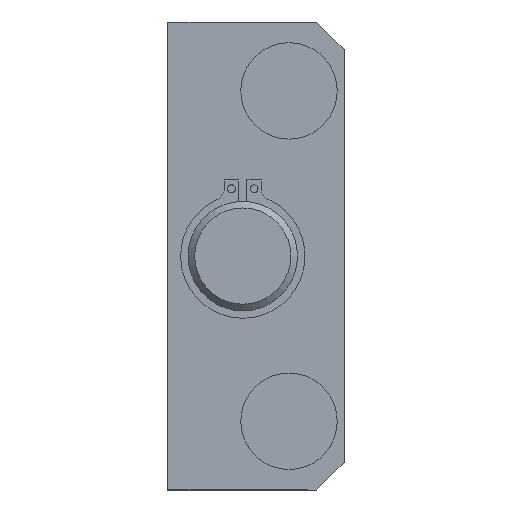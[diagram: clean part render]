
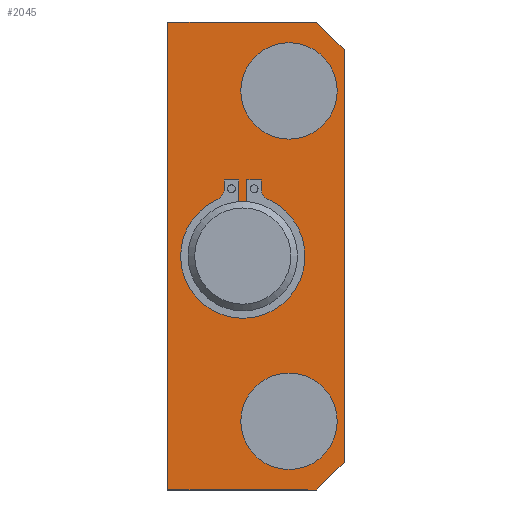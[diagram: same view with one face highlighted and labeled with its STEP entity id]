
A CAD part, left-side view. The second image highlights one B-rep face of the part: STEP entity #2045.
In plain terms, the highlighted planar face has unit normal (-1, 0, 0).
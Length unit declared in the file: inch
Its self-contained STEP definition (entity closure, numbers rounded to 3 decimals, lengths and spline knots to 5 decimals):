
#180=CARTESIAN_POINT('',(-1.5605,0.531,0.21));
#181=VERTEX_POINT('',#180);
#182=CARTESIAN_POINT('',(-1.5605,0.75,0.21));
#183=DIRECTION('',(-1.0,0.0,0.0));
#184=DIRECTION('',(0.0,1.0,0.0));
#185=AXIS2_PLACEMENT_3D('',#182,#183,#184);
#186=CIRCLE('',#185,0.219);
#187=EDGE_CURVE('',#181,#181,#186,.T.);
#264=CARTESIAN_POINT('',(-1.5605,-0.969,0.21));
#265=VERTEX_POINT('',#264);
#266=CARTESIAN_POINT('',(-1.5605,-0.75,0.21));
#267=DIRECTION('',(-1.0,0.0,0.0));
#268=DIRECTION('',(0.0,1.0,0.0));
#269=AXIS2_PLACEMENT_3D('',#266,#267,#268);
#270=CIRCLE('',#269,0.219);
#271=EDGE_CURVE('',#265,#265,#270,.T.);
#610=CARTESIAN_POINT('',(-1.5605,0.2493,0.01866));
#611=VERTEX_POINT('',#610);
#612=CARTESIAN_POINT('',(-1.5605,0.2493,-0.01866));
#613=VERTEX_POINT('',#612);
#621=CARTESIAN_POINT('',(-1.5605,0.,0.));
#622=DIRECTION('',(1.0,0.0,0.0));
#623=DIRECTION('',(0.0,1.0,0.0));
#624=AXIS2_PLACEMENT_3D('',#621,#622,#623);
#625=CIRCLE('',#624,0.25);
#626=EDGE_CURVE('',#613,#611,#625,.T.);
#1908=CARTESIAN_POINT('',(-1.5605,0.0005,0.06));
#1909=DIRECTION('',(1.0,0.0,0.0));
#1910=DIRECTION('',(0.0,0.0,-1.0));
#1911=AXIS2_PLACEMENT_3D('',#1908,#1909,#1910);
#1912=PLANE('',#1911);
#1913=CARTESIAN_POINT('',(-1.5605,1.063,0.335));
#1914=VERTEX_POINT('',#1913);
#1915=CARTESIAN_POINT('',(-1.5605,0.938,0.46));
#1916=VERTEX_POINT('',#1915);
#1917=CARTESIAN_POINT('',(-1.5605,1.063,0.335));
#1918=DIRECTION('',(0.0,-0.707,0.707));
#1919=VECTOR('',#1918,0.17678);
#1920=LINE('',#1917,#1919);
#1921=EDGE_CURVE('',#1914,#1916,#1920,.T.);
#1922=ORIENTED_EDGE('',*,*,#1921,.F.);
#1923=CARTESIAN_POINT('',(-1.5605,1.063,-0.34));
#1924=VERTEX_POINT('',#1923);
#1925=CARTESIAN_POINT('',(-1.5605,1.063,-0.34));
#1926=DIRECTION('',(0.0,0.0,1.0));
#1927=VECTOR('',#1926,0.675);
#1928=LINE('',#1925,#1927);
#1929=EDGE_CURVE('',#1924,#1914,#1928,.T.);
#1930=ORIENTED_EDGE('',*,*,#1929,.F.);
#1931=CARTESIAN_POINT('',(-1.5605,-1.062,-0.34));
#1932=VERTEX_POINT('',#1931);
#1933=CARTESIAN_POINT('',(-1.5605,-1.062,-0.34));
#1934=DIRECTION('',(0.0,1.0,0.0));
#1935=VECTOR('',#1934,2.125);
#1936=LINE('',#1933,#1935);
#1937=EDGE_CURVE('',#1932,#1924,#1936,.T.);
#1938=ORIENTED_EDGE('',*,*,#1937,.F.);
#1939=CARTESIAN_POINT('',(-1.5605,-1.062,0.335));
#1940=VERTEX_POINT('',#1939);
#1941=CARTESIAN_POINT('',(-1.5605,-1.062,0.335));
#1942=DIRECTION('',(0.0,0.0,-1.0));
#1943=VECTOR('',#1942,0.675);
#1944=LINE('',#1941,#1943);
#1945=EDGE_CURVE('',#1940,#1932,#1944,.T.);
#1946=ORIENTED_EDGE('',*,*,#1945,.F.);
#1947=CARTESIAN_POINT('',(-1.5605,-0.937,0.46));
#1948=VERTEX_POINT('',#1947);
#1949=CARTESIAN_POINT('',(-1.5605,-0.937,0.46));
#1950=DIRECTION('',(0.0,-0.707,-0.707));
#1951=VECTOR('',#1950,0.17678);
#1952=LINE('',#1949,#1951);
#1953=EDGE_CURVE('',#1948,#1940,#1952,.T.);
#1954=ORIENTED_EDGE('',*,*,#1953,.F.);
#1955=CARTESIAN_POINT('',(-1.5605,0.938,0.46));
#1956=DIRECTION('',(0.0,-1.0,0.0));
#1957=VECTOR('',#1956,1.875);
#1958=LINE('',#1955,#1957);
#1959=EDGE_CURVE('',#1916,#1948,#1958,.T.);
#1960=ORIENTED_EDGE('',*,*,#1959,.F.);
#1961=EDGE_LOOP('',(#1922,#1930,#1938,#1946,#1954,#1960));
#1962=FACE_OUTER_BOUND('',#1961,.T.);
#1963=CARTESIAN_POINT('',(-1.5605,0.34567,0.01866));
#1964=VERTEX_POINT('',#1963);
#1965=CARTESIAN_POINT('',(-1.5605,0.34567,0.01866));
#1966=DIRECTION('',(0.0,-1.0,0.0));
#1967=VECTOR('',#1966,0.09637);
#1968=LINE('',#1965,#1967);
#1969=EDGE_CURVE('',#1964,#611,#1968,.T.);
#1970=ORIENTED_EDGE('',*,*,#1969,.F.);
#1971=CARTESIAN_POINT('',(-1.5605,0.34567,0.08451));
#1972=VERTEX_POINT('',#1971);
#1973=CARTESIAN_POINT('',(-1.5605,0.34567,0.08451));
#1974=DIRECTION('',(0.0,0.0,-1.0));
#1975=VECTOR('',#1974,0.06585);
#1976=LINE('',#1973,#1975);
#1977=EDGE_CURVE('',#1972,#1964,#1976,.T.);
#1978=ORIENTED_EDGE('',*,*,#1977,.F.);
#1979=CARTESIAN_POINT('',(-1.5605,0.30386,0.08451));
#1980=VERTEX_POINT('',#1979);
#1981=CARTESIAN_POINT('',(-1.5605,0.30386,0.08451));
#1982=DIRECTION('',(0.0,1.0,0.0));
#1983=VECTOR('',#1982,0.04181);
#1984=LINE('',#1981,#1983);
#1985=EDGE_CURVE('',#1980,#1972,#1984,.T.);
#1986=ORIENTED_EDGE('',*,*,#1985,.F.);
#1987=CARTESIAN_POINT('',(-1.5605,0.25814,0.11427));
#1988=VERTEX_POINT('',#1987);
#1989=CARTESIAN_POINT('',(-1.5605,0.30386,0.13451));
#1990=DIRECTION('',(1.0,0.0,0.0));
#1991=DIRECTION('',(0.0,-0.546,-0.838));
#1992=AXIS2_PLACEMENT_3D('',#1989,#1990,#1991);
#1993=CIRCLE('',#1992,0.05);
#1994=EDGE_CURVE('',#1988,#1980,#1993,.T.);
#1995=ORIENTED_EDGE('',*,*,#1994,.F.);
#1996=CARTESIAN_POINT('',(-1.5605,0.25814,-0.11427));
#1997=VERTEX_POINT('',#1996);
#1998=CARTESIAN_POINT('',(-1.5605,0.,0.));
#1999=DIRECTION('',(-1.0,0.0,0.0));
#2000=DIRECTION('',(0.0,1.0,0.0));
#2001=AXIS2_PLACEMENT_3D('',#1998,#1999,#2000);
#2002=CIRCLE('',#2001,0.2823);
#2003=EDGE_CURVE('',#1997,#1988,#2002,.T.);
#2004=ORIENTED_EDGE('',*,*,#2003,.F.);
#2005=CARTESIAN_POINT('',(-1.5605,0.30386,-0.08451));
#2006=VERTEX_POINT('',#2005);
#2007=CARTESIAN_POINT('',(-1.5605,0.30386,-0.13451));
#2008=DIRECTION('',(1.,0.0,0.0));
#2009=DIRECTION('',(0.0,-0.546,0.838));
#2010=AXIS2_PLACEMENT_3D('',#2007,#2008,#2009);
#2011=CIRCLE('',#2010,0.05);
#2012=EDGE_CURVE('',#2006,#1997,#2011,.T.);
#2013=ORIENTED_EDGE('',*,*,#2012,.F.);
#2014=CARTESIAN_POINT('',(-1.5605,0.34567,-0.08451));
#2015=VERTEX_POINT('',#2014);
#2016=CARTESIAN_POINT('',(-1.5605,0.34567,-0.08451));
#2017=DIRECTION('',(0.0,-1.0,0.0));
#2018=VECTOR('',#2017,0.04181);
#2019=LINE('',#2016,#2018);
#2020=EDGE_CURVE('',#2015,#2006,#2019,.T.);
#2021=ORIENTED_EDGE('',*,*,#2020,.F.);
#2022=CARTESIAN_POINT('',(-1.5605,0.34567,-0.01866));
#2023=VERTEX_POINT('',#2022);
#2024=CARTESIAN_POINT('',(-1.5605,0.34567,-0.01866));
#2025=DIRECTION('',(0.0,0.0,-1.0));
#2026=VECTOR('',#2025,0.06585);
#2027=LINE('',#2024,#2026);
#2028=EDGE_CURVE('',#2023,#2015,#2027,.T.);
#2029=ORIENTED_EDGE('',*,*,#2028,.F.);
#2030=CARTESIAN_POINT('',(-1.5605,0.2493,-0.01866));
#2031=DIRECTION('',(0.0,1.0,0.0));
#2032=VECTOR('',#2031,0.09637);
#2033=LINE('',#2030,#2032);
#2034=EDGE_CURVE('',#613,#2023,#2033,.T.);
#2035=ORIENTED_EDGE('',*,*,#2034,.F.);
#2036=ORIENTED_EDGE('',*,*,#626,.T.);
#2037=EDGE_LOOP('',(#1970,#1978,#1986,#1995,#2004,#2013,#2021,#2029,#2035,#2036));
#2038=FACE_BOUND('',#2037,.T.);
#2039=ORIENTED_EDGE('',*,*,#271,.F.);
#2040=EDGE_LOOP('',(#2039));
#2041=FACE_BOUND('',#2040,.T.);
#2042=ORIENTED_EDGE('',*,*,#187,.F.);
#2043=EDGE_LOOP('',(#2042));
#2044=FACE_BOUND('',#2043,.T.);
#2045=ADVANCED_FACE('',(#1962,#2038,#2041,#2044),#1912,.F.);
